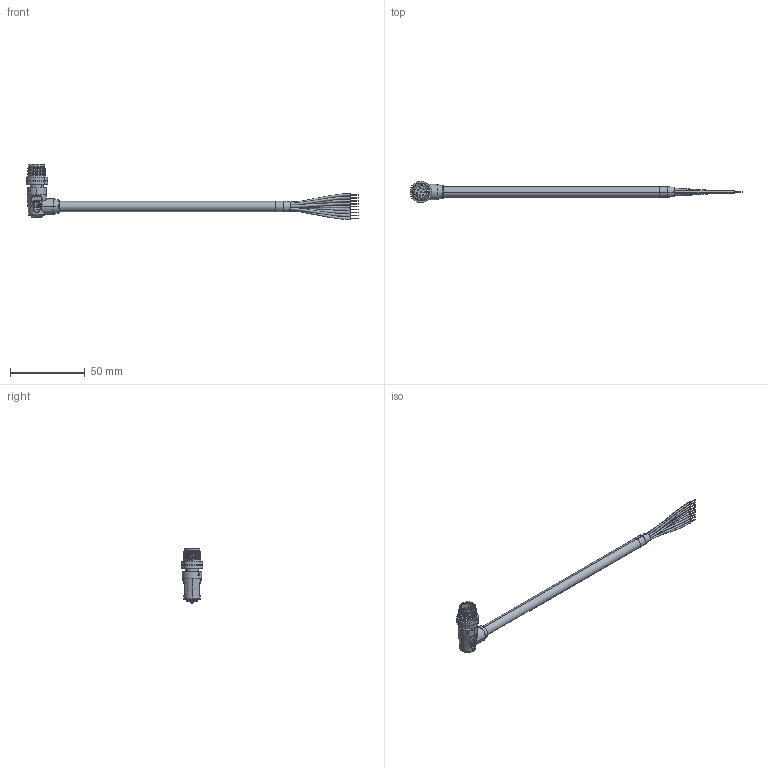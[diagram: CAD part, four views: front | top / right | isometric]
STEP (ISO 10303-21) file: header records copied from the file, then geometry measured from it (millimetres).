
FILE_DESCRIPTION (( 'STEP AP203' ), '1' );
FILE_NAME ('10-04745_revA.STEP', '2022-01-24T18:56:55', ( '' ), ( '' ), 'SwSTEP 2.0', 'SolidWorks 2021', '' );
FILE_SCHEMA (( 'CONFIG_CONTROL_DESIGN' ));
Length unit declared in the file: millimetre
Products named in the file (8): 24-00361; 50-00990-01___; 50-00990-04___; 50-00990-02_For STEP file; 50-00990_STEP; 10-04745_revA; 30-01611_M12 (50 with 5mm tinned); 50-00990-03___
Assembly tree (14 placements, depth 3):
  10-04745_revA
    30-01611_M12 (50 with 5mm tinned)
    24-00361
    50-00990_STEP
      50-00990-01___
      50-00990-02_For STEP file
      50-00990-03___  x8
      50-00990-04___
Bounding box: 222.22 x 14.44 x 36.9 mm (x, y, z)
Volume: 10868.7 mm3; surface area: 67304.3 mm2
Topology: 756 solids, 756 shells, 5011 faces, 10159 edges, 6707 vertices
Faces by surface type: cylinder 3143, plane 1636, bspline 87, torus 65, cone 63, sphere 17
Entity records: 135558 total; most frequent: CARTESIAN_POINT 26706, DIRECTION 25074, ORIENTED_EDGE 19306, AXIS2_PLACEMENT_3D 10917, EDGE_CURVE 9653, VERTEX_POINT 6413, EDGE_LOOP 6292, CIRCLE 6213
